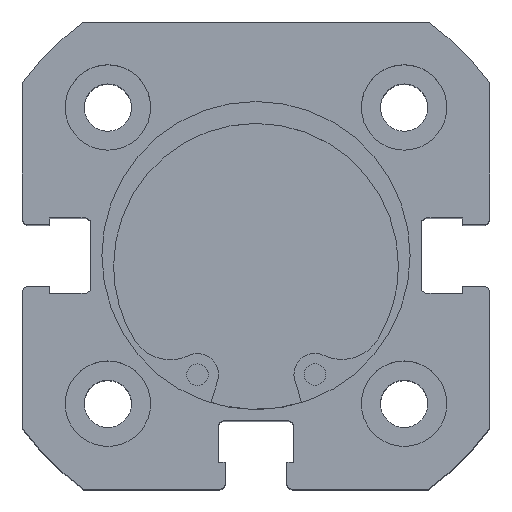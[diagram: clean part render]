
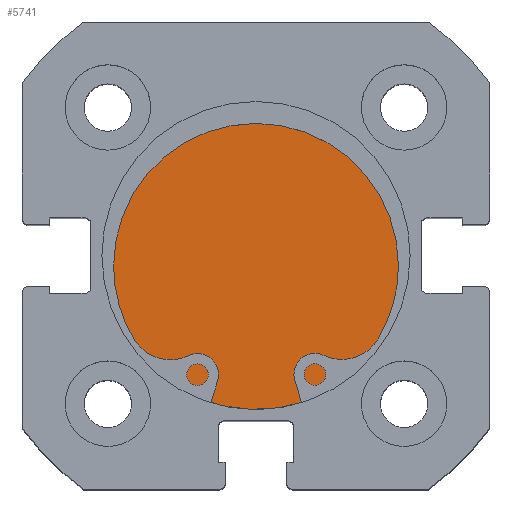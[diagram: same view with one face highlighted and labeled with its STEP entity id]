
A CAD part, top view. The second image highlights one B-rep face of the part: STEP entity #5741.
In plain terms, the highlighted face is planar.
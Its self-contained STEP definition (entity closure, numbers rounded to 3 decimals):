
#1086 = CIRCLE ( 'NONE', #1691, 13.5 ) ;
#1104 = CIRCLE ( 'NONE', #1693, 13.5 ) ;
#1523 = EDGE_CURVE ( 'NONE', #5178, #5266, #1086, .T. ) ;
#1534 = EDGE_CURVE ( 'NONE', #5266, #5178, #1104, .T. ) ;
#1691 = AXIS2_PLACEMENT_3D ( 'NONE', #5502, #5500, #5498 ) ;
#1693 = AXIS2_PLACEMENT_3D ( 'NONE', #5479, #5471, #5469 ) ;
#1975 = AXIS2_PLACEMENT_3D ( 'NONE', #3529, #3532, #3533 ) ;
#2218 = ORIENTED_EDGE ( 'NONE', *, *, #1523, .F. ) ;
#2313 = EDGE_LOOP ( 'NONE', ( #2218, #2459 ) ) ;
#2459 = ORIENTED_EDGE ( 'NONE', *, *, #1534, .F. ) ;
#2965 = CARTESIAN_POINT ( 'NONE',  ( 6., 0., 13.5 ) ) ;
#3019 = CARTESIAN_POINT ( 'NONE',  ( 6., 0., -13.5 ) ) ;
#3529 = CARTESIAN_POINT ( 'NONE',  ( 6., 13.5, 0. ) ) ;
#3530 = PLANE ( 'NONE',  #1975 ) ;
#3532 = DIRECTION ( 'NONE',  ( -1., 0., 0. ) ) ;
#3533 = DIRECTION ( 'NONE',  ( 0., 0., 1. ) ) ;
#4477 = FACE_OUTER_BOUND ( 'NONE', #2313, .T. ) ;
#5178 = VERTEX_POINT ( 'NONE', #2965 ) ;
#5266 = VERTEX_POINT ( 'NONE', #3019 ) ;
#5469 = DIRECTION ( 'NONE',  ( 0., 0., 1. ) ) ;
#5471 = DIRECTION ( 'NONE',  ( -1., 0., 0. ) ) ;
#5479 = CARTESIAN_POINT ( 'NONE',  ( 6., 0., 0. ) ) ;
#5498 = DIRECTION ( 'NONE',  ( 0., 0., 1. ) ) ;
#5500 = DIRECTION ( 'NONE',  ( -1., 0., 0. ) ) ;
#5502 = CARTESIAN_POINT ( 'NONE',  ( 6., 0., 0. ) ) ;
#5741 = ADVANCED_FACE ( 'NONE', ( #4477 ), #3530, .F. ) ;
